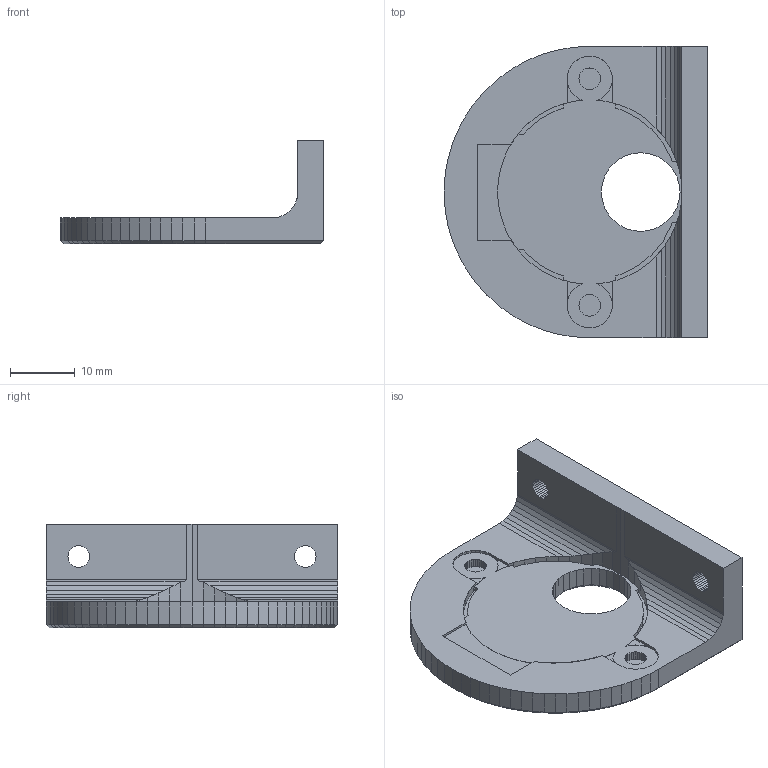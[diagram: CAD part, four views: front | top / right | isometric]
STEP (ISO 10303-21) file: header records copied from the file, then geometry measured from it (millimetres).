
FILE_DESCRIPTION(('FreeCAD Model'),'2;1');
FILE_NAME('Bracket_28BYJ-48.step', '2014-10-21T20:06:27',('FreeCAD'),('FreeCAD'), 'Open CASCADE STEP processor 6.5','FreeCAD','Unknown');
FILE_SCHEMA(('AUTOMOTIVE_DESIGN_CC2 { 1 2 10303 214 -1 1 5 4 }'));
Length unit declared in the file: millimetre
Products named in the file (1): Bracket_28BYJ-48
Bounding box: 40.75 x 45 x 16 mm (x, y, z)
Volume: 7785.9 mm3; surface area: 5075.5 mm2
Topology: 1 solids, 1 shells, 556 faces, 1521 edges, 971 vertices
Faces by surface type: plane 556
Entity records: 36188 total; most frequent: CARTESIAN_POINT 6762, DIRECTION 5006, LINE 3892, VECTOR 3892, ORIENTED_EDGE 3042, PCURVE 3042, DEFINITIONAL_REPRESENTATION 3042, EDGE_CURVE 1521
